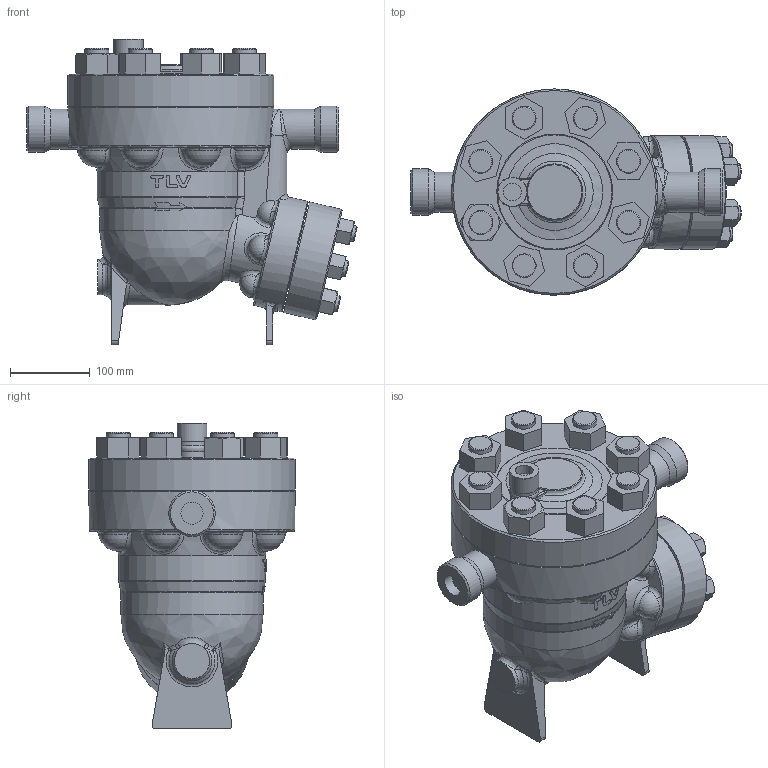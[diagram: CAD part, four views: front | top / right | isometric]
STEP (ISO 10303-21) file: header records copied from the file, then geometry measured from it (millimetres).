
FILE_DESCRIPTION((''),'2;1');
FILE_NAME('j7hw0-020-sw000-00.stp','2010-08-04T08:57:52',('nakaot'),(''),'Autodesk Inventor 2008','Autodesk Inventor 2008','');
FILE_SCHEMA(('AUTOMOTIVE_DESIGN { 1 0 10303 214 1 1 1 1 }'));
Length unit declared in the file: millimetre
Products named in the file (1): j7hw0-020-sw000-00
Bounding box: 413.34 x 258 x 382.8 mm (x, y, z)
Volume: 11469786.8 mm3; surface area: 621700.8 mm2
Topology: 1 solids, 1 shells, 527 faces, 1331 edges, 841 vertices
Faces by surface type: plane 201, bspline 176, cone 70, cylinder 58, sphere 15, torus 7
Full cylindrical faces by diameter (mm): 20 x12, 27.7 x1, 30 x8, 34 x1, 37 x1, 44 x1, 50 x2, 58 x2, 70 x1, 83 x1, 142 x2, 164 x1, 258 x2
Entity records: 40441 total; most frequent: CARTESIAN_POINT 29923, ORIENTED_EDGE 2254, DIRECTION 1870, EDGE_CURVE 1127, AXIS2_PLACEMENT_3D 786, VERTEX_POINT 762, EDGE_LOOP 689, FACE_OUTER_BOUND 527
